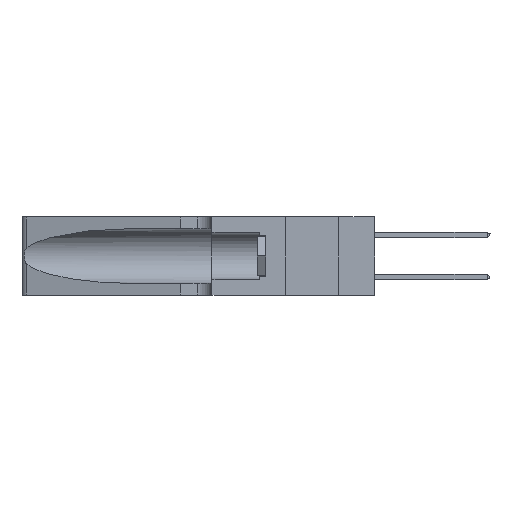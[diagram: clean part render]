
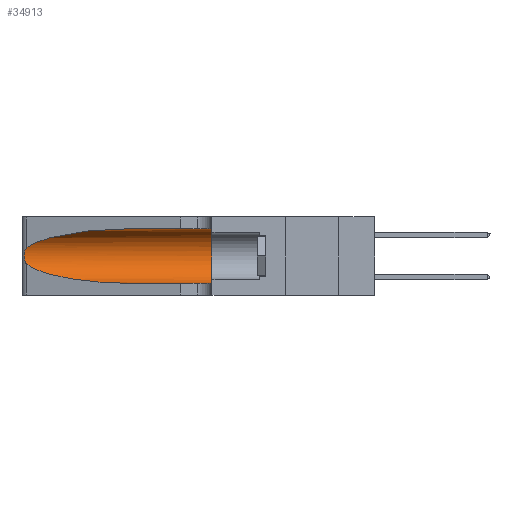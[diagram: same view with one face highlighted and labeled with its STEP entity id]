
A CAD part, left-side view. The second image highlights one B-rep face of the part: STEP entity #34913.
In plain terms, the highlighted cylindrical face has radius 3.308 mm (diameter 6.617 mm), a partial arc.
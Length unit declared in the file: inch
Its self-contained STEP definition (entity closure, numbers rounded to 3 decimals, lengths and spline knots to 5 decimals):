
#799 = VERTEX_POINT ( 'NONE', #35986 ) ;
#1284 = VERTEX_POINT ( 'NONE', #27071 ) ;
#1793 = LINE ( 'NONE', #4464, #19354 ) ;
#1909 = B_SPLINE_CURVE_WITH_KNOTS ( 'NONE', 3,
 ( #44119, #4283, #44265, #36378, #40033, #40192, #25611, #3796, #33043, #29256, #7465, #11278, #16034, #8876 ),
 .UNSPECIFIED., .F., .F.,
 ( 4, 2, 2, 2, 2, 2, 4 ),
 ( 0., 0.00027, 0.00053, 0.00107, 0.0016, 0.00187, 0.00214 ),
 .UNSPECIFIED. ) ;
#3736 = CARTESIAN_POINT ( 'NONE',  ( 0.2373, 1.15595, 0.08982 ) ) ;
#3796 = CARTESIAN_POINT ( 'NONE',  ( 0.26075, 1.23896, 0.178 ) ) ;
#4283 = CARTESIAN_POINT ( 'NONE',  ( 0.25555, 1.22994, 0.2215 ) ) ;
#4464 = CARTESIAN_POINT ( 'NONE',  ( 0.1305, 1.61858, 0.05475 ) ) ;
#5431 = ORIENTED_EDGE ( 'NONE', *, *, #16645, .F. ) ;
#6392 = CARTESIAN_POINT ( 'NONE',  ( 0.1305, 1.61858, 0.31525 ) ) ;
#6636 = ORIENTED_EDGE ( 'NONE', *, *, #18070, .T. ) ;
#7046 = CYLINDRICAL_SURFACE ( 'NONE', #29432, 0.13025 ) ;
#7465 = CARTESIAN_POINT ( 'NONE',  ( 0.25789, 1.23486, 0.15765 ) ) ;
#7544 = VERTEX_POINT ( 'NONE', #21752 ) ;
#7941 = DIRECTION ( 'NONE',  ( 0., -1., 0. ) ) ;
#8015 = CARTESIAN_POINT ( 'NONE',  ( 0.18966, 0.96281, 0.05475 ) ) ;
#8876 = CARTESIAN_POINT ( 'NONE',  ( 0.25487, 1.22718, 0.14631 ) ) ;
#10720 = EDGE_CURVE ( 'NONE', #40463, #35570, #40113, .T. ) ;
#10897 = ORIENTED_EDGE ( 'NONE', *, *, #21644, .T. ) ;
#11155 = CARTESIAN_POINT ( 'NONE',  ( 0.1305, 0.35, 0.05475 ) ) ;
#11278 = CARTESIAN_POINT ( 'NONE',  ( 0.25639, 1.23186, 0.15144 ) ) ;
#12322 = CARTESIAN_POINT ( 'NONE',  ( 0.1305, 0.72297, 0.31525 ) ) ;
#12988 = LINE ( 'NONE', #6392, #31762 ) ;
#14527 = DIRECTION ( 'NONE',  ( 0., 1., 0. ) ) ;
#16034 = CARTESIAN_POINT ( 'NONE',  ( 0.25555, 1.22993, 0.14849 ) ) ;
#16645 = EDGE_CURVE ( 'NONE', #799, #40463, #12988, .T. ) ;
#18070 = EDGE_CURVE ( 'NONE', #34114, #35570, #1793, .T. ) ;
#18205 = ORIENTED_EDGE ( 'NONE', *, *, #45179, .T. ) ;
#19354 = VECTOR ( 'NONE', #7941, 39.37008 ) ;
#19475 = ORIENTED_EDGE ( 'NONE', *, *, #33323, .T. ) ;
#20663 = AXIS2_PLACEMENT_3D ( 'NONE', #25343, #14527, #32943 ) ;
#21644 = EDGE_CURVE ( 'NONE', #7544, #1284, #1909, .T. ) ;
#21752 = CARTESIAN_POINT ( 'NONE',  ( 0.25487, 1.22718, 0.22369 ) ) ;
#22398 = CARTESIAN_POINT ( 'NONE',  ( 0.1305, 0.35, 0.31525 ) ) ;
#22954 = DIRECTION ( 'NONE',  ( 0., -1., 0. ) ) ;
#23301 = CARTESIAN_POINT ( 'NONE',  ( 0.2373, 1.15595, 0.28018 ) ) ;
#25343 = CARTESIAN_POINT ( 'NONE',  ( 0.1305, 0.35, 0.185 ) ) ;
#25611 = CARTESIAN_POINT ( 'NONE',  ( 0.26075, 1.23896, 0.19203 ) ) ;
#25705 = CARTESIAN_POINT ( 'NONE',  ( 0.18966, 0.96281, 0.31525 ) ) ;
#26482 = CARTESIAN_POINT ( 'NONE',  ( 0.1305, 1.61858, 0.185 ) ) ;
#27071 = CARTESIAN_POINT ( 'NONE',  ( 0.25487, 1.22718, 0.14631 ) ) ;
#29256 = CARTESIAN_POINT ( 'NONE',  ( 0.25856, 1.23593, 0.16098 ) ) ;
#29432 = AXIS2_PLACEMENT_3D ( 'NONE', #26482, #22954, #29807 ) ;
#29807 = DIRECTION ( 'NONE',  ( 0., 0., -1. ) ) ;
#30120 = CARTESIAN_POINT ( 'NONE',  ( 0.1305, 0.72297, 0.05475 ) ) ;
#31489 = FACE_OUTER_BOUND ( 'NONE', #37470, .T. ) ;
#31762 = VECTOR ( 'NONE', #38476, 39.37008 ) ;
#32943 = DIRECTION ( 'NONE',  ( 0., 0., 1. ) ) ;
#33043 = CARTESIAN_POINT ( 'NONE',  ( 0.26017, 1.23833, 0.17102 ) ) ;
#33323 = EDGE_CURVE ( 'NONE', #1284, #34114, #45529, .T. ) ;
#34114 = VERTEX_POINT ( 'NONE', #46452 ) ;
#34913 = ADVANCED_FACE ( 'NONE', ( #31489 ), #7046, .F. ) ;
#35570 = VERTEX_POINT ( 'NONE', #11155 ) ;
#35986 = CARTESIAN_POINT ( 'NONE',  ( 0.1305, 0.72297, 0.31525 ) ) ;
#36284 =( BOUNDED_CURVE ( )  B_SPLINE_CURVE ( 3, ( #12322, #25705, #23301, #37740 ),
 .UNSPECIFIED., .F., .F. ) 
 B_SPLINE_CURVE_WITH_KNOTS ( ( 4, 4 ),
 ( 1.5708, 2.84003 ),
 .UNSPECIFIED. ) 
 CURVE ( )  GEOMETRIC_REPRESENTATION_ITEM ( )  RATIONAL_B_SPLINE_CURVE ( ( 1., 0.87, 0.87, 1. ) ) 
 REPRESENTATION_ITEM ( '' )  );
#36378 = CARTESIAN_POINT ( 'NONE',  ( 0.25787, 1.23484, 0.2124 ) ) ;
#36755 = ORIENTED_EDGE ( 'NONE', *, *, #10720, .F. ) ;
#37470 = EDGE_LOOP ( 'NONE', ( #18205, #10897, #19475, #6636, #36755, #5431 ) ) ;
#37740 = CARTESIAN_POINT ( 'NONE',  ( 0.25487, 1.22718, 0.22369 ) ) ;
#38476 = DIRECTION ( 'NONE',  ( 0., -1., 0. ) ) ;
#39972 = CARTESIAN_POINT ( 'NONE',  ( 0.25487, 1.22718, 0.14631 ) ) ;
#40033 = CARTESIAN_POINT ( 'NONE',  ( 0.25854, 1.2359, 0.20912 ) ) ;
#40113 = CIRCLE ( 'NONE', #20663, 0.13025 ) ;
#40192 = CARTESIAN_POINT ( 'NONE',  ( 0.26018, 1.23835, 0.19895 ) ) ;
#40463 = VERTEX_POINT ( 'NONE', #22398 ) ;
#44119 = CARTESIAN_POINT ( 'NONE',  ( 0.25487, 1.22718, 0.22369 ) ) ;
#44265 = CARTESIAN_POINT ( 'NONE',  ( 0.25639, 1.23184, 0.21858 ) ) ;
#45179 = EDGE_CURVE ( 'NONE', #799, #7544, #36284, .T. ) ;
#45529 =( BOUNDED_CURVE ( )  B_SPLINE_CURVE ( 3, ( #39972, #3736, #8015, #30120 ),
 .UNSPECIFIED., .F., .T. ) 
 B_SPLINE_CURVE_WITH_KNOTS ( ( 4, 4 ),
 ( 3.44316, 4.71239 ),
 .UNSPECIFIED. ) 
 CURVE ( )  GEOMETRIC_REPRESENTATION_ITEM ( )  RATIONAL_B_SPLINE_CURVE ( ( 1., 0.87, 0.87, 1. ) ) 
 REPRESENTATION_ITEM ( '' )  );
#46452 = CARTESIAN_POINT ( 'NONE',  ( 0.1305, 0.72297, 0.05475 ) ) ;
